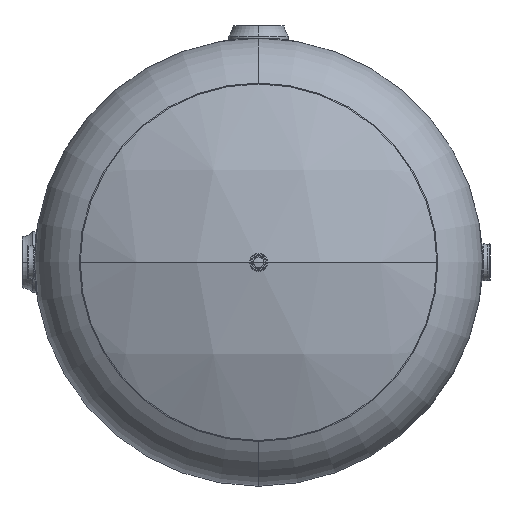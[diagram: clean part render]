
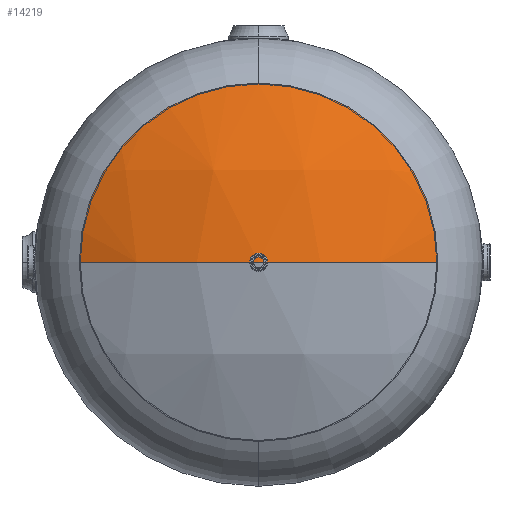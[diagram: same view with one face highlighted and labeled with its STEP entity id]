
A CAD part, left-side view. The second image highlights one B-rep face of the part: STEP entity #14219.
In plain terms, the highlighted spherical face has radius 822.96 mm.
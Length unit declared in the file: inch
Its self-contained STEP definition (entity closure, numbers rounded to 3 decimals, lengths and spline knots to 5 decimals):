
#594 = AXIS2_PLACEMENT_3D ( 'NONE', #17638, #8540, #15759 ) ;
#828 = DIRECTION ( 'NONE',  ( 1., 0., 0. ) ) ;
#1020 = DIRECTION ( 'NONE',  ( 0., 0., 1. ) ) ;
#2662 = ORIENTED_EDGE ( 'NONE', *, *, #16466, .F. ) ;
#2776 = ORIENTED_EDGE ( 'NONE', *, *, #16181, .F. ) ;
#2886 = DIRECTION ( 'NONE',  ( 0., -1., 0. ) ) ;
#3239 = VERTEX_POINT ( 'NONE', #4931 ) ;
#3274 = FACE_OUTER_BOUND ( 'NONE', #6553, .T. ) ;
#4000 = ORIENTED_EDGE ( 'NONE', *, *, #10925, .T. ) ;
#4565 = CARTESIAN_POINT ( 'NONE',  ( -43.12413, 0., 0. ) ) ;
#4650 = CARTESIAN_POINT ( 'NONE',  ( -43.12413, 0., 0. ) ) ;
#4931 = CARTESIAN_POINT ( 'NONE',  ( -46.5, 0., 0. ) ) ;
#6254 = AXIS2_PLACEMENT_3D ( 'NONE', #4650, #20523, #11550 ) ;
#6553 = EDGE_LOOP ( 'NONE', ( #17083, #4000, #2662, #2776 ) ) ;
#7130 = CARTESIAN_POINT ( 'NONE',  ( -43.12413, 0., 14.4 ) ) ;
#7251 = CIRCLE ( 'NONE', #20257, 32.4 ) ;
#8540 = DIRECTION ( 'NONE',  ( 0., 0., 1. ) ) ;
#8595 = CARTESIAN_POINT ( 'NONE',  ( -14.1, 0., 0. ) ) ;
#8864 = CIRCLE ( 'NONE', #10358, 32.4 ) ;
#9654 = CARTESIAN_POINT ( 'NONE',  ( -43.12413, 14.4, 0. ) ) ;
#10233 = DIRECTION ( 'NONE',  ( -1., 0., 0. ) ) ;
#10358 = AXIS2_PLACEMENT_3D ( 'NONE', #8595, #17472, #10233 ) ;
#10760 = VERTEX_POINT ( 'NONE', #9654 ) ;
#10925 = EDGE_CURVE ( 'NONE', #3239, #14014, #7251, .T. ) ;
#11326 = DIRECTION ( 'NONE',  ( 0., 0., -1. ) ) ;
#11550 = DIRECTION ( 'NONE',  ( 0., 0., -1. ) ) ;
#13512 = EDGE_CURVE ( 'NONE', #3239, #10760, #8864, .T. ) ;
#13818 = CARTESIAN_POINT ( 'NONE',  ( -43.12413, -14.4, 0. ) ) ;
#13892 = SPHERICAL_SURFACE ( 'NONE', #594, 32.4 ) ;
#14014 = VERTEX_POINT ( 'NONE', #13818 ) ;
#14219 = ADVANCED_FACE ( 'NONE', ( #3274 ), #13892, .T. ) ;
#15759 = DIRECTION ( 'NONE',  ( 0., 1., 0. ) ) ;
#16181 = EDGE_CURVE ( 'NONE', #10760, #16428, #22662, .T. ) ;
#16312 = CIRCLE ( 'NONE', #6254, 14.4 ) ;
#16428 = VERTEX_POINT ( 'NONE', #7130 ) ;
#16466 = EDGE_CURVE ( 'NONE', #16428, #14014, #16312, .T. ) ;
#17083 = ORIENTED_EDGE ( 'NONE', *, *, #13512, .F. ) ;
#17085 = AXIS2_PLACEMENT_3D ( 'NONE', #4565, #828, #11326 ) ;
#17472 = DIRECTION ( 'NONE',  ( 0., 0., -1. ) ) ;
#17638 = CARTESIAN_POINT ( 'NONE',  ( -14.1, 0., 0. ) ) ;
#20257 = AXIS2_PLACEMENT_3D ( 'NONE', #22382, #1020, #2886 ) ;
#20523 = DIRECTION ( 'NONE',  ( 1., 0., 0. ) ) ;
#22382 = CARTESIAN_POINT ( 'NONE',  ( -14.1, 0., 0. ) ) ;
#22662 = CIRCLE ( 'NONE', #17085, 14.4 ) ;
